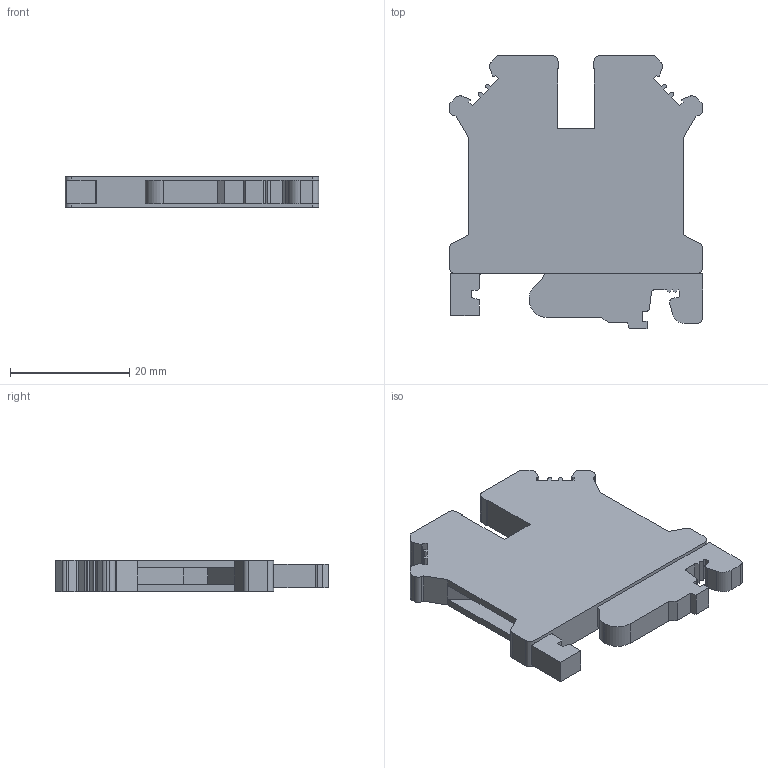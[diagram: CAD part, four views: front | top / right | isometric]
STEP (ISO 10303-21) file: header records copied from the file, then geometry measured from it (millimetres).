
FILE_DESCRIPTION(/* description */ (''),/* implementation_level */ '2;1');
FILE_NAME(/* name */ 'MTU-2.5PE.stp',/* time_stamp */ '2024-12-16T14:42:10+08:00',/* author */ (''),/* organization */ (''),/* preprocessor_version */ 'ST-DEVELOPER v16.7',/* originating_system */ 'SIEMENS PLM Software NX 12.0',/* authorisation */ '');
FILE_SCHEMA (('AP203_CONFIGURATION_CONTROLLED_3D_DESIGN_OF_MECHANICAL_PARTS_AND_ASSEMBLIES_MIM_LF { 1 0 10303 403 2 1 2}'));
Length unit declared in the file: millimetre
Products named in the file (1): MTU-2.5PE
Bounding box: 42.5 x 45.8 x 5.2 mm (x, y, z)
Volume: 6908.5 mm3; surface area: 4636.6 mm2
Topology: 1 solids, 1 shells, 161 faces, 456 edges, 300 vertices
Faces by surface type: plane 114, cylinder 47
Entity records: 5282 total; most frequent: CARTESIAN_POINT 918, ORIENTED_EDGE 912, DIRECTION 874, EDGE_CURVE 456, LINE 362, VECTOR 362, VERTEX_POINT 300, AXIS2_PLACEMENT_3D 256
